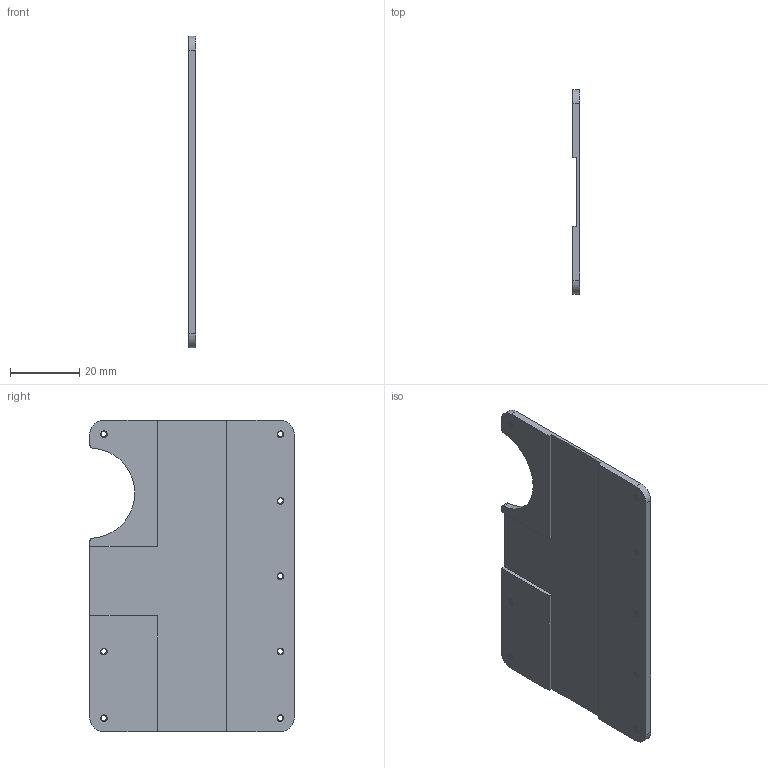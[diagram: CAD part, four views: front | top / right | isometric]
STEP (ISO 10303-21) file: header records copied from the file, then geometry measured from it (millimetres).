
FILE_DESCRIPTION(/* description */ (''),/* implementation_level */ '2;1');
FILE_NAME(/* name */ 'Komponente4.step',/* time_stamp */ '2023-02-23T22:40:59+01:00',/* author */ (''),/* organization */ (''),/* preprocessor_version */ 'ST-DEVELOPER v19.2',/* originating_system */ 'Autodesk Translation Framework v11.17.0.187',/* authorisation */ '');
FILE_SCHEMA (('AUTOMOTIVE_DESIGN { 1 0 10303 214 3 1 1 }'));
Length unit declared in the file: millimetre
Products named in the file (1): Prototype 1_Komponente4
Bounding box: 2.1 x 59 x 90 mm (x, y, z)
Volume: 7610.5 mm3; surface area: 10936.9 mm2
Topology: 1 solids, 1 shells, 158 faces, 468 edges, 312 vertices
Faces by surface type: cylinder 111, bspline 32, plane 15
Full cylindrical faces by diameter (mm): 1.623 x16, 2.074 x8
Entity records: 12520 total; most frequent: CARTESIAN_POINT 8785, ORIENTED_EDGE 936, DIRECTION 512, EDGE_CURVE 468, VERTEX_POINT 312, B_SPLINE_CURVE_WITH_KNOTS 264, AXIS2_PLACEMENT_3D 181, EDGE_LOOP 174
